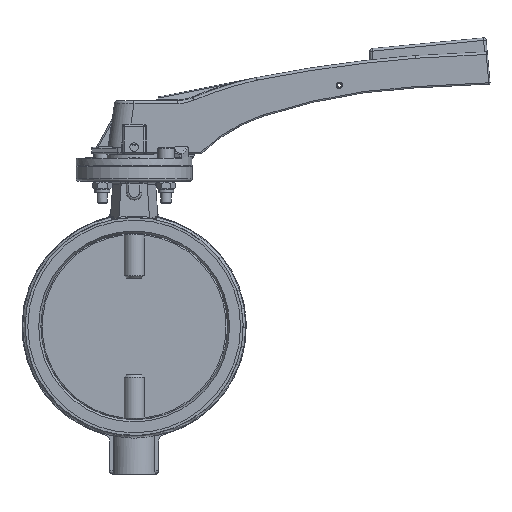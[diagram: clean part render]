
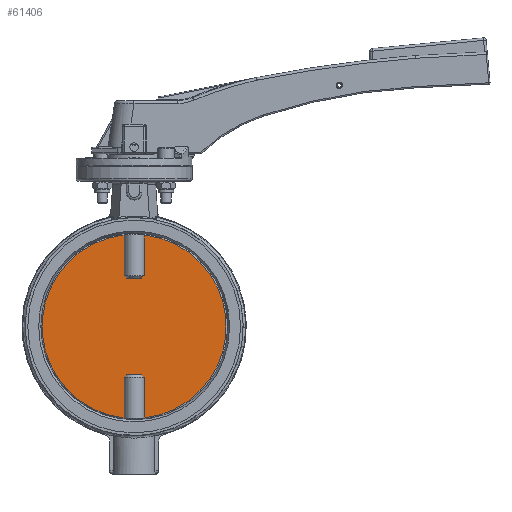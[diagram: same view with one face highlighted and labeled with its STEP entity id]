
A CAD part, left-side view. The second image highlights one B-rep face of the part: STEP entity #61406.
In plain terms, the highlighted planar face has unit normal (-1, 0, 0).
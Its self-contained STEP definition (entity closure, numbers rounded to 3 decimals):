
#59253=CARTESIAN_POINT('',(-1.5,-7.858,-70.966));
#59254=VERTEX_POINT('',#59253);
#59255=CARTESIAN_POINT('',(-1.5,7.858,-70.966));
#59256=VERTEX_POINT('',#59255);
#59408=CARTESIAN_POINT('',(-1.5,5.809,-37.4));
#59409=VERTEX_POINT('',#59408);
#59410=CARTESIAN_POINT('',(-1.5,-5.809,-37.4));
#59411=VERTEX_POINT('',#59410);
#59412=CARTESIAN_POINT('',(-1.5,5.809,-37.4));
#59413=DIRECTION('',(0.0,-1.0,0.0));
#59414=VECTOR('',#59413,11.619);
#59415=LINE('',#59412,#59414);
#59416=EDGE_CURVE('',#59409,#59411,#59415,.T.);
#59433=CARTESIAN_POINT('',(-1.5,-7.858,-39.4));
#59434=VERTEX_POINT('',#59433);
#59435=CARTESIAN_POINT('',(-1.5,-5.809,-37.4));
#59436=CARTESIAN_POINT('',(-1.5,-6.687,-38.25));
#59437=CARTESIAN_POINT('',(-1.5,-7.858,-39.4));
#59445=(BOUNDED_CURVE()B_SPLINE_CURVE(2,(#59435,#59436,#59437),.UNSPECIFIED.,.F.,.U.)B_SPLINE_CURVE_WITH_KNOTS((3,3),(0.0,0.286),.UNSPECIFIED.)CURVE()GEOMETRIC_REPRESENTATION_ITEM()RATIONAL_B_SPLINE_CURVE((1.0,1.011,1.0))REPRESENTATION_ITEM(''));
#59446=EDGE_CURVE('',#59411,#59434,#59445,.T.);
#59449=CARTESIAN_POINT('',(-1.5,7.858,-39.4));
#59450=VERTEX_POINT('',#59449);
#59451=CARTESIAN_POINT('',(-1.5,7.858,-39.4));
#59452=CARTESIAN_POINT('',(-1.5,6.687,-38.25));
#59453=CARTESIAN_POINT('',(-1.5,5.809,-37.4));
#59461=(BOUNDED_CURVE()B_SPLINE_CURVE(2,(#59451,#59452,#59453),.UNSPECIFIED.,.F.,.U.)B_SPLINE_CURVE_WITH_KNOTS((3,3),(0.0,0.286),.UNSPECIFIED.)CURVE()GEOMETRIC_REPRESENTATION_ITEM()RATIONAL_B_SPLINE_CURVE((1.0,1.011,1.0))REPRESENTATION_ITEM(''));
#59462=EDGE_CURVE('',#59450,#59409,#59461,.T.);
#59566=CARTESIAN_POINT('',(-1.5,-7.858,-39.4));
#59567=DIRECTION('',(0.0,0.0,-1.0));
#59568=VECTOR('',#59567,31.566);
#59569=LINE('',#59566,#59568);
#59570=EDGE_CURVE('',#59434,#59254,#59569,.T.);
#59573=CARTESIAN_POINT('',(-1.5,7.858,-70.966));
#59574=DIRECTION('',(0.0,0.0,1.0));
#59575=VECTOR('',#59574,31.566);
#59576=LINE('',#59573,#59575);
#59577=EDGE_CURVE('',#59256,#59450,#59576,.T.);
#59622=CARTESIAN_POINT('',(-1.5,7.858,70.966));
#59623=VERTEX_POINT('',#59622);
#59624=CARTESIAN_POINT('',(-1.5,-7.858,70.966));
#59625=VERTEX_POINT('',#59624);
#60162=CARTESIAN_POINT('',(-1.5,-7.858,39.4));
#60163=VERTEX_POINT('',#60162);
#60164=CARTESIAN_POINT('',(-1.5,-5.809,37.4));
#60165=VERTEX_POINT('',#60164);
#60166=CARTESIAN_POINT('',(-1.5,-7.858,39.4));
#60167=CARTESIAN_POINT('',(-1.5,-6.687,38.25));
#60168=CARTESIAN_POINT('',(-1.5,-5.809,37.4));
#60176=(BOUNDED_CURVE()B_SPLINE_CURVE(2,(#60166,#60167,#60168),.UNSPECIFIED.,.F.,.U.)B_SPLINE_CURVE_WITH_KNOTS((3,3),(0.0,0.286),.UNSPECIFIED.)CURVE()GEOMETRIC_REPRESENTATION_ITEM()RATIONAL_B_SPLINE_CURVE((1.0,1.011,1.0))REPRESENTATION_ITEM(''));
#60177=EDGE_CURVE('',#60163,#60165,#60176,.T.);
#60179=CARTESIAN_POINT('',(-1.5,7.858,39.4));
#60180=VERTEX_POINT('',#60179);
#60188=CARTESIAN_POINT('',(-1.5,5.809,37.4));
#60189=VERTEX_POINT('',#60188);
#60190=CARTESIAN_POINT('',(-1.5,5.809,37.4));
#60191=CARTESIAN_POINT('',(-1.5,6.687,38.25));
#60192=CARTESIAN_POINT('',(-1.5,7.858,39.4));
#60200=(BOUNDED_CURVE()B_SPLINE_CURVE(2,(#60190,#60191,#60192),.UNSPECIFIED.,.F.,.U.)B_SPLINE_CURVE_WITH_KNOTS((3,3),(0.0,0.286),.UNSPECIFIED.)CURVE()GEOMETRIC_REPRESENTATION_ITEM()RATIONAL_B_SPLINE_CURVE((1.0,1.011,1.0))REPRESENTATION_ITEM(''));
#60201=EDGE_CURVE('',#60189,#60180,#60200,.T.);
#60219=CARTESIAN_POINT('',(-1.5,-7.858,70.966));
#60220=DIRECTION('',(0.0,0.0,-1.0));
#60221=VECTOR('',#60220,31.566);
#60222=LINE('',#60219,#60221);
#60223=EDGE_CURVE('',#59625,#60163,#60222,.T.);
#60234=CARTESIAN_POINT('',(-1.5,7.858,39.4));
#60235=DIRECTION('',(0.0,0.0,1.0));
#60236=VECTOR('',#60235,31.566);
#60237=LINE('',#60234,#60236);
#60238=EDGE_CURVE('',#60180,#59623,#60237,.T.);
#61279=CARTESIAN_POINT('',(-1.5,-5.809,37.4));
#61280=DIRECTION('',(0.0,1.0,0.0));
#61281=VECTOR('',#61280,11.619);
#61282=LINE('',#61279,#61281);
#61283=EDGE_CURVE('',#60165,#60189,#61282,.T.);
#61375=CARTESIAN_POINT('',(-1.5,0.0,0.));
#61376=DIRECTION('',(-1.0,0.0,0.0));
#61377=DIRECTION('',(0.0,-0.974,0.227));
#61378=AXIS2_PLACEMENT_3D('',#61375,#61376,#61377);
#61379=PLANE('',#61378);
#61380=ORIENTED_EDGE('',*,*,#59570,.T.);
#61381=CARTESIAN_POINT('',(-1.5,0.0,0.));
#61382=DIRECTION('',(1.0,0.0,0.0));
#61383=DIRECTION('',(0.0,-0.974,0.227));
#61384=AXIS2_PLACEMENT_3D('',#61381,#61382,#61383);
#61385=CIRCLE('',#61384,71.4);
#61386=EDGE_CURVE('',#59625,#59254,#61385,.T.);
#61387=ORIENTED_EDGE('',*,*,#61386,.F.);
#61388=ORIENTED_EDGE('',*,*,#60223,.T.);
#61389=ORIENTED_EDGE('',*,*,#60177,.T.);
#61390=ORIENTED_EDGE('',*,*,#61283,.T.);
#61391=ORIENTED_EDGE('',*,*,#60201,.T.);
#61392=ORIENTED_EDGE('',*,*,#60238,.T.);
#61393=CARTESIAN_POINT('',(-1.5,0.0,0.));
#61394=DIRECTION('',(1.0,0.0,0.0));
#61395=DIRECTION('',(0.0,-0.974,0.227));
#61396=AXIS2_PLACEMENT_3D('',#61393,#61394,#61395);
#61397=CIRCLE('',#61396,71.4);
#61398=EDGE_CURVE('',#59256,#59623,#61397,.T.);
#61399=ORIENTED_EDGE('',*,*,#61398,.F.);
#61400=ORIENTED_EDGE('',*,*,#59577,.T.);
#61401=ORIENTED_EDGE('',*,*,#59462,.T.);
#61402=ORIENTED_EDGE('',*,*,#59416,.T.);
#61403=ORIENTED_EDGE('',*,*,#59446,.T.);
#61404=EDGE_LOOP('',(#61380,#61387,#61388,#61389,#61390,#61391,#61392,#61399,#61400,#61401,#61402,#61403));
#61405=FACE_OUTER_BOUND('',#61404,.T.);
#61406=ADVANCED_FACE('',(#61405),#61379,.T.);
